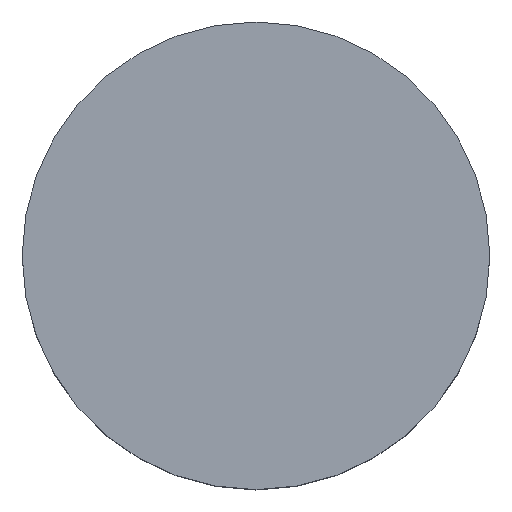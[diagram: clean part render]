
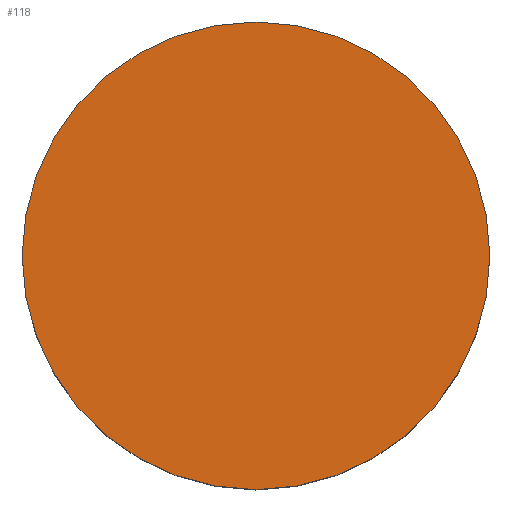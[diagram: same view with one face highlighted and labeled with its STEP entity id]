
A CAD part, top view. The second image highlights one B-rep face of the part: STEP entity #118.
In plain terms, the highlighted planar face has unit normal (0, 0, 1).
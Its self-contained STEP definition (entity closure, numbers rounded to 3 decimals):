
#113=PLANE('',#141);
#115=FACE_OUTER_BOUND('',#125,.T.);
#118=ADVANCED_FACE('',(#115),#113,.T.);
#125=EDGE_LOOP('',(#129));
#129=ORIENTED_EDGE('',*,*,#133,.T.);
#131=VERTEX_POINT('',#158);
#133=EDGE_CURVE('',#131,#131,#135,.T.);
#135=CIRCLE('',#138,0.06);
#138=AXIS2_PLACEMENT_3D('',#157,#146,#147);
#141=AXIS2_PLACEMENT_3D('',#161,#152,#153);
#146=DIRECTION('',(0.,0.,1.));
#147=DIRECTION('',(1.,0.,0.));
#152=DIRECTION('',(0.,0.,1.));
#153=DIRECTION('',(1.,0.,0.));
#157=CARTESIAN_POINT('',(0.5,0.25,0.25));
#158=CARTESIAN_POINT('',(0.56,0.25,0.25));
#161=CARTESIAN_POINT('',(0.5,0.25,0.25));
